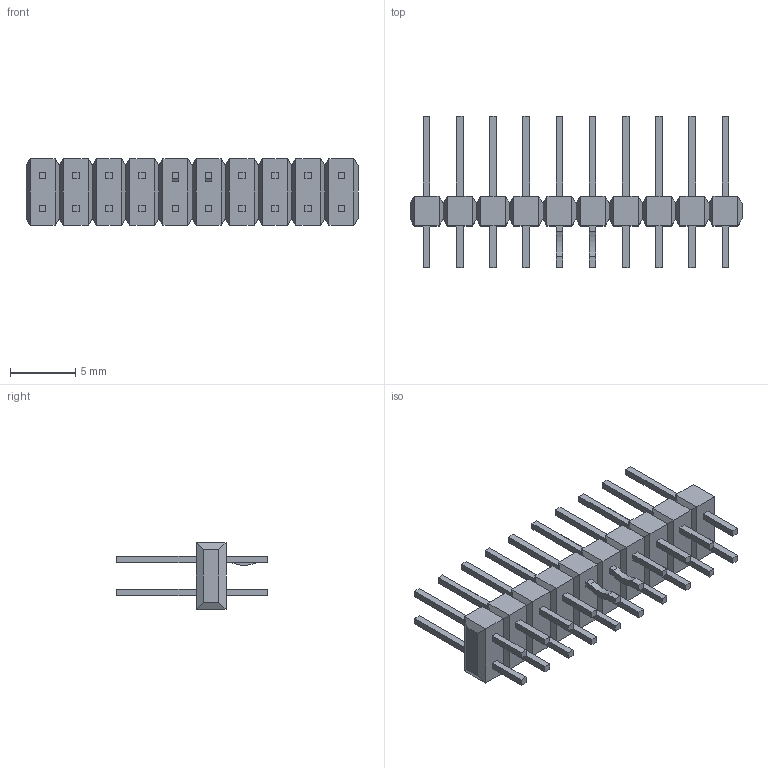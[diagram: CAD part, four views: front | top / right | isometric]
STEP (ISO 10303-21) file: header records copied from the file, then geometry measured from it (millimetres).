
FILE_DESCRIPTION((''),'2;1');
FILE_NAME('702871106','2016-11-24T',('ghp'),(''),'PRO/ENGINEER BY PARAMETRIC TECHNOLOGY CORPORATION, 2012310','PRO/ENGINEER BY PARAMETRIC TECHNOLOGY CORPORATION, 2012310','');
FILE_SCHEMA(('CONFIG_CONTROL_DESIGN'));
Length unit declared in the file: inch
Products named in the file (1): 702871106
Bounding box: 25.4 x 11.56 x 5.08 mm (x, y, z)
Volume: 319.7 mm3; surface area: 826.1 mm2
Topology: 1 solids, 1 shells, 330 faces, 788 edges, 500 vertices
Faces by surface type: plane 326, cylinder 4
Entity records: 9241 total; most frequent: CARTESIAN_POINT 1579, DIRECTION 1498, ORIENTED_EDGE 1496, EDGE_CURVE 748, VECTOR 740, LINE 740, VERTEX_POINT 460, AXIS2_PLACEMENT_3D 379
